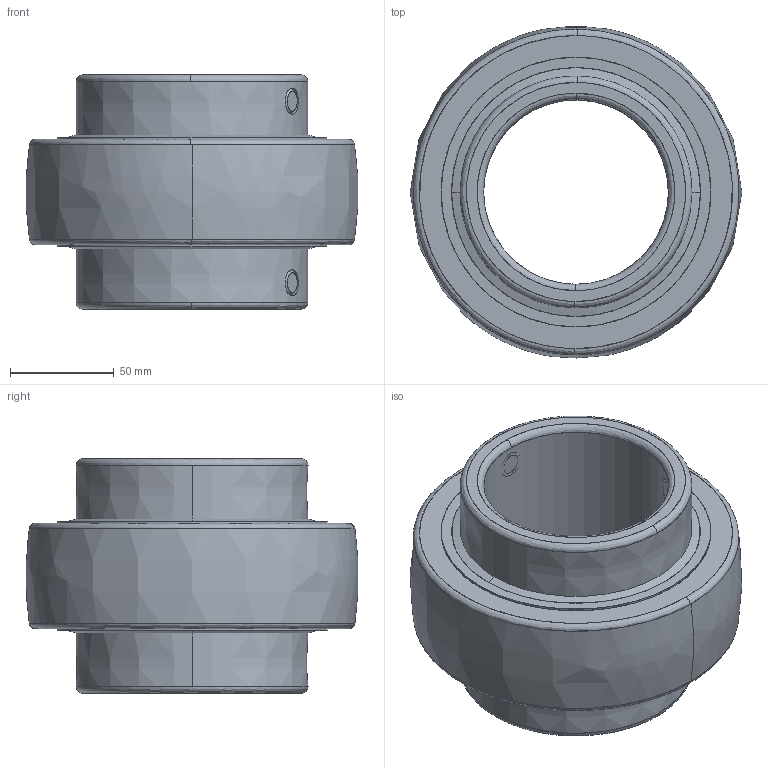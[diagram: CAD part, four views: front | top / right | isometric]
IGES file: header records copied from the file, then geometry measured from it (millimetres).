
Start section: SolidWorks IGES file using analytic representation for surfaces
Global section: file name: 2-DEFAU081279239186.igs; native system: SolidWorks 2017; preprocessor: SolidWorks 2017; author: partstream; date: 170812.070930; units: millimetre
Bounding box: 159.63 x 159.79 x 112.73 mm (x, y, z)
Surface area: 102531.5 mm2 (no closed solid volume)
Topology: 0 solids, 0 shells, 81 faces, 1860 edges, 1895 vertices
Faces by surface type: revolution 52, bspline 29
